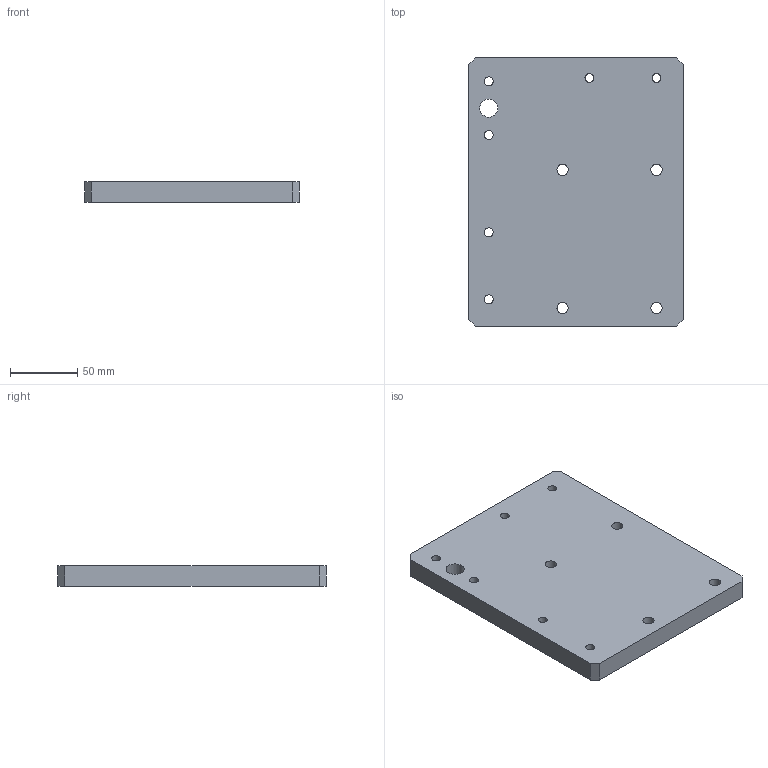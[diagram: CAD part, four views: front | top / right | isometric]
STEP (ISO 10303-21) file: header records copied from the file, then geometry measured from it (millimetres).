
FILE_DESCRIPTION(/* description */ ('Chapa Base Rodz Vbstp - Tras Dir','CAx-IF Rec.Pracs.---Representation and Presentation of Product Manufacturing Information (PMI)---4.0---2014-10-13'),/* implementation_level */ '2;1');
FILE_NAME(/* name */ 'MD04-02-005.stp',/* time_stamp */ '2025-09-09T12:36:57-04:00',/* author */ ('wandr'),/* organization */ ('ELGIN'),/* preprocessor_version */ 'ST-DEVELOPER v20.1',/* originating_system */ 'Autodesk Inventor 2026',/* authorisation */ '');
FILE_SCHEMA (('AP242_MANAGED_MODEL_BASED_3D_ENGINEERING_MIM_LF { 1 0 10303 442 2 1 4 }'));
Length unit declared in the file: millimetre
Products named in the file (1): MD04-02-005
Bounding box: 160 x 200 x 15 mm (x, y, z)
Volume: 469048.7 mm3; surface area: 77846.2 mm2
Topology: 1 solids, 1 shells, 29 faces, 69 edges, 46 vertices
Faces by surface type: cylinder 15, plane 14
Full cylindrical faces by diameter (mm): 6.6 x4, 6.647 x2, 8.376 x4, 11 x4, 13.5 x1
Entity records: 1170 total; most frequent: DIRECTION 203, CARTESIAN_POINT 200, ORIENTED_EDGE 138, AXIS2_PLACEMENT_3D 82, EDGE_CURVE 69, EDGE_LOOP 55, VERTEX_POINT 46, LINE 39
